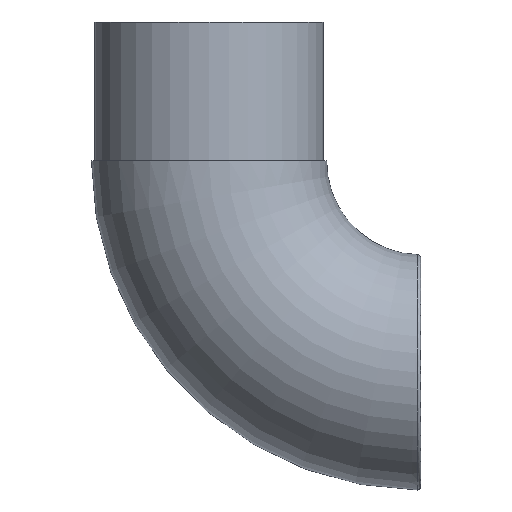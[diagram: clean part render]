
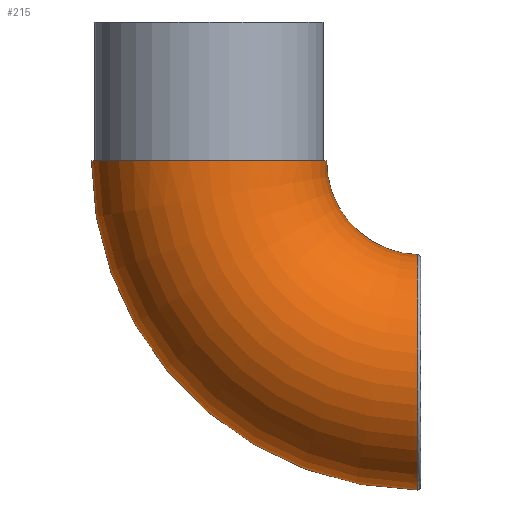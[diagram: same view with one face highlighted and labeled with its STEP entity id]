
A CAD part, front view. The second image highlights one B-rep face of the part: STEP entity #215.
In plain terms, the highlighted toroidal (fillet/blend) face has major radius 38.15 mm and minor radius 21.2 mm.
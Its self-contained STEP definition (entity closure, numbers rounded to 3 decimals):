
#4 = CARTESIAN_POINT ( 'NONE',  ( 37.872, -20.918, -0.271 ) ) ;
#9 = CARTESIAN_POINT ( 'NONE',  ( 37.869, -19.084, -12.995 ) ) ;
#19 = CARTESIAN_POINT ( 'NONE',  ( 37.874, -19.804, 3.946 ) ) ;
#25 = CIRCLE ( 'NONE', #641, 21.2 ) ;
#46 = ORIENTED_EDGE ( 'NONE', *, *, #892, .T. ) ;
#47 = DIRECTION ( 'NONE',  ( 0., -1., 0. ) ) ;
#87 = CARTESIAN_POINT ( 'NONE',  ( 37.87, -21.088, -5.938 ) ) ;
#91 = CARTESIAN_POINT ( 'NONE',  ( 37.87, -20.822, -7.945 ) ) ;
#95 = CARTESIAN_POINT ( 'NONE',  ( 37.871, -21.201, -2.594 ) ) ;
#101 = CARTESIAN_POINT ( 'NONE',  ( 37.867, -1.117, -24.919 ) ) ;
#107 = CARTESIAN_POINT ( 'NONE',  ( 37.873, -20.249, 2.686 ) ) ;
#115 = ORIENTED_EDGE ( 'NONE', *, *, #522, .T. ) ;
#122 = CARTESIAN_POINT ( 'NONE',  ( 37.878, -15.558, 10.728 ) ) ;
#126 = CARTESIAN_POINT ( 'NONE',  ( 37.875, -18.964, 5.763 ) ) ;
#138 = DIRECTION ( 'NONE',  ( 0., 0., -1. ) ) ;
#164 = CARTESIAN_POINT ( 'NONE',  ( 37.872, -20.86, 0.06 ) ) ;
#185 = CARTESIAN_POINT ( 'NONE',  ( 37.867, -5.548, -24.211 ) ) ;
#191 = EDGE_LOOP ( 'NONE', ( #984, #46, #115, #639, #228 ) ) ;
#198 = CARTESIAN_POINT ( 'NONE',  ( 37.876, -17.977, 7.521 ) ) ;
#211 = DIRECTION ( 'NONE',  ( 0., 0., -1. ) ) ;
#212 = CARTESIAN_POINT ( 'NONE',  ( 37.885, 0., 17.467 ) ) ;
#215 = ADVANCED_FACE ( 'NONE', ( #298 ), #961, .T. ) ;
#216 = VERTEX_POINT ( 'NONE', #292 ) ;
#228 = ORIENTED_EDGE ( 'NONE', *, *, #956, .F. ) ;
#245 = VERTEX_POINT ( 'NONE', #791 ) ;
#252 = CARTESIAN_POINT ( 'NONE',  ( 37.867, -9.332, -22.786 ) ) ;
#256 = CARTESIAN_POINT ( 'NONE',  ( 37.867, -8.718, -23.075 ) ) ;
#260 = CARTESIAN_POINT ( 'NONE',  ( 37.867, -2.229, -24.821 ) ) ;
#263 = DIRECTION ( 'NONE',  ( 0., 0., -1. ) ) ;
#266 = CARTESIAN_POINT ( 'NONE',  ( 37.872, -21.066, -1.265 ) ) ;
#284 = CARTESIAN_POINT ( 'NONE',  ( 37.884, -6.588, 16.428 ) ) ;
#289 = CARTESIAN_POINT ( 'NONE',  ( 37.875, -18.655, 6.357 ) ) ;
#292 = CARTESIAN_POINT ( 'NONE',  ( 37.867, 0., -24.938 ) ) ;
#295 = CARTESIAN_POINT ( 'NONE',  ( 37.885, -4.649, 16.961 ) ) ;
#298 = FACE_OUTER_BOUND ( 'NONE', #191, .T. ) ;
#323 = AXIS2_PLACEMENT_3D ( 'NONE', #757, #1098, #263 ) ;
#330 = CARTESIAN_POINT ( 'NONE',  ( 37.867, -6.838, -23.817 ) ) ;
#333 = VERTEX_POINT ( 'NONE', #1010 ) ;
#335 = CARTESIAN_POINT ( 'NONE',  ( 37.867, -12.228, -21.108 ) ) ;
#340 = CIRCLE ( 'NONE', #497, 59.35 ) ;
#341 = CARTESIAN_POINT ( 'NONE',  ( 37.868, -15.723, -17.975 ) ) ;
#388 = CARTESIAN_POINT ( 'NONE',  ( 38.371, 0., 34.41 ) ) ;
#405 = VERTEX_POINT ( 'NONE', #564 ) ;
#422 = CARTESIAN_POINT ( 'NONE',  ( 37.871, -21.147, -5.267 ) ) ;
#431 = CARTESIAN_POINT ( 'NONE',  ( 37.868, -17.787, -15.352 ) ) ;
#441 = CARTESIAN_POINT ( 'NONE',  ( 37.88, -12.526, 13.382 ) ) ;
#458 = CARTESIAN_POINT ( 'NONE',  ( 37.877, -16.435, 9.723 ) ) ;
#461 = DIRECTION ( 'NONE',  ( 0., -1., 0. ) ) ;
#462 = CIRCLE ( 'NONE', #323, 16.95 ) ;
#497 = AXIS2_PLACEMENT_3D ( 'NONE', #904, #47, #211 ) ;
#498 = CARTESIAN_POINT ( 'NONE',  ( 37.873, -20.729, 0.72 ) ) ;
#507 = CARTESIAN_POINT ( 'NONE',  ( 37.868, -17.022, -16.445 ) ) ;
#511 = CARTESIAN_POINT ( 'NONE',  ( 37.867, -3.569, -24.647 ) ) ;
#518 = CARTESIAN_POINT ( 'NONE',  ( 37.869, -19.876, -11.143 ) ) ;
#522 = EDGE_CURVE ( 'NONE', #216, #1000, #648, .T. ) ;
#531 = CARTESIAN_POINT ( 'NONE',  ( 37.884, -7.23, 16.207 ) ) ;
#546 = CARTESIAN_POINT ( 'NONE',  ( 37.883, -9.103, 15.459 ) ) ;
#564 = CARTESIAN_POINT ( 'NONE',  ( 37.885, 0., 17.467 ) ) ;
#580 = CARTESIAN_POINT ( 'NONE',  ( 37.867, 0., -24.938 ) ) ;
#589 = CARTESIAN_POINT ( 'NONE',  ( 37.867, -11.113, -21.842 ) ) ;
#606 = CARTESIAN_POINT ( 'NONE',  ( 37.876, -17.608, 8.09 ) ) ;
#612 = CARTESIAN_POINT ( 'NONE',  ( 37.879, -14.101, 12.11 ) ) ;
#616 = AXIS2_PLACEMENT_3D ( 'NONE', #388, #461, #138 ) ;
#618 = DIRECTION ( 'NONE',  ( -1., 0., 0. ) ) ;
#622 = CARTESIAN_POINT ( 'NONE',  ( 37.885, -1.353, 17.467 ) ) ;
#639 = ORIENTED_EDGE ( 'NONE', *, *, #675, .T. ) ;
#641 = AXIS2_PLACEMENT_3D ( 'NONE', #952, #969, #618 ) ;
#648 = B_SPLINE_CURVE_WITH_KNOTS ( 'NONE', 3,
 ( #580, #930, #101, #938, #260 ),
 .UNSPECIFIED., .F., .F.,
 ( 4, 1, 4 ),
 ( 0., 0.001, 0.002 ),
 .UNSPECIFIED. ) ;
#666 = CARTESIAN_POINT ( 'NONE',  ( 37.867, -7.472, -23.589 ) ) ;
#670 = CARTESIAN_POINT ( 'NONE',  ( 37.87, -21.05, -6.275 ) ) ;
#675 = EDGE_CURVE ( 'NONE', #1000, #405, #853, .T. ) ;
#678 = CARTESIAN_POINT ( 'NONE',  ( 37.868, -13.791, -19.853 ) ) ;
#698 = CARTESIAN_POINT ( 'NONE',  ( 37.867, -2.229, -24.821 ) ) ;
#703 = CARTESIAN_POINT ( 'NONE',  ( 37.881, -11.978, 13.77 ) ) ;
#714 = CARTESIAN_POINT ( 'NONE',  ( 37.88, -13.59, 12.55 ) ) ;
#728 = EDGE_CURVE ( 'NONE', #245, #333, #25, .T. ) ;
#757 = CARTESIAN_POINT ( 'NONE',  ( 38.371, 0., 34.41 ) ) ;
#764 = CARTESIAN_POINT ( 'NONE',  ( 37.871, -21.21, -3.929 ) ) ;
#769 = CARTESIAN_POINT ( 'NONE',  ( 37.871, -21.169, -4.932 ) ) ;
#787 = CARTESIAN_POINT ( 'NONE',  ( 37.885, -2.684, 17.338 ) ) ;
#791 = CARTESIAN_POINT ( 'NONE',  ( 21.421, 0., 34.41 ) ) ;
#853 = B_SPLINE_CURVE_WITH_KNOTS ( 'NONE', 3,
 ( #1025, #1020, #511, #867, #185, #330, #666, #256, #252, #589, #335, #678, #860, #1009, #341, #507, #431, #1100, #9, #855, #518, #926, #91, #670, #87, #422, #769, #764, #95, #266, #4, #164, #498, #1016, #107, #19, #126, #289, #198, #606, #458, #122, #612, #714, #441, #703, #1044, #546, #531, #284, #888, #295, #787, #622, #212 ),
 .UNSPECIFIED., .F., .F.,
 ( 4, 2, 2, 2, 2, 2, 2, 2, 2, 2, 2, 2, 2, 2, 1, 2, 2, 2, 2, 2, 2, 2, 2, 2, 2, 2, 2, 4 ),
 ( 0.002, 0.004, 0.006, 0.008, 0.01, 0.014, 0.016, 0.018, 0.022, 0.025, 0.027, 0.031, 0.032, 0.033, 0.035, 0.037, 0.038, 0.039, 0.043, 0.045, 0.047, 0.051, 0.053, 0.055, 0.059, 0.061, 0.063, 0.067 ),
 .UNSPECIFIED. ) ;
#855 = CARTESIAN_POINT ( 'NONE',  ( 37.869, -19.633, -11.766 ) ) ;
#860 = CARTESIAN_POINT ( 'NONE',  ( 37.868, -14.294, -19.409 ) ) ;
#867 = CARTESIAN_POINT ( 'NONE',  ( 37.867, -4.891, -24.377 ) ) ;
#888 = CARTESIAN_POINT ( 'NONE',  ( 37.884, -5.299, 16.804 ) ) ;
#892 = EDGE_CURVE ( 'NONE', #333, #216, #340, .T. ) ;
#904 = CARTESIAN_POINT ( 'NONE',  ( 38.371, 0., 34.41 ) ) ;
#926 = CARTESIAN_POINT ( 'NONE',  ( 37.87, -20.516, -9.245 ) ) ;
#930 = CARTESIAN_POINT ( 'NONE',  ( 37.867, -0.373, -24.938 ) ) ;
#938 = CARTESIAN_POINT ( 'NONE',  ( 37.867, -1.859, -24.86 ) ) ;
#952 = CARTESIAN_POINT ( 'NONE',  ( 0.221, 0., 34.41 ) ) ;
#956 = EDGE_CURVE ( 'NONE', #245, #405, #462, .T. ) ;
#961 = TOROIDAL_SURFACE ( 'NONE', #616, 38.15, 21.2 ) ;
#969 = DIRECTION ( 'NONE',  ( 0., 0., -1. ) ) ;
#984 = ORIENTED_EDGE ( 'NONE', *, *, #728, .T. ) ;
#1000 = VERTEX_POINT ( 'NONE', #698 ) ;
#1009 = CARTESIAN_POINT ( 'NONE',  ( 37.868, -15.263, -18.467 ) ) ;
#1010 = CARTESIAN_POINT ( 'NONE',  ( -20.979, 0., 34.41 ) ) ;
#1016 = CARTESIAN_POINT ( 'NONE',  ( 37.873, -20.655, 1.051 ) ) ;
#1020 = CARTESIAN_POINT ( 'NONE',  ( 37.867, -2.902, -24.75 ) ) ;
#1025 = CARTESIAN_POINT ( 'NONE',  ( 37.867, -2.229, -24.821 ) ) ;
#1044 = CARTESIAN_POINT ( 'NONE',  ( 37.882, -10.289, 14.849 ) ) ;
#1098 = DIRECTION ( 'NONE',  ( 0., -1., 0. ) ) ;
#1100 = CARTESIAN_POINT ( 'NONE',  ( 37.869, -18.778, -13.601 ) ) ;
